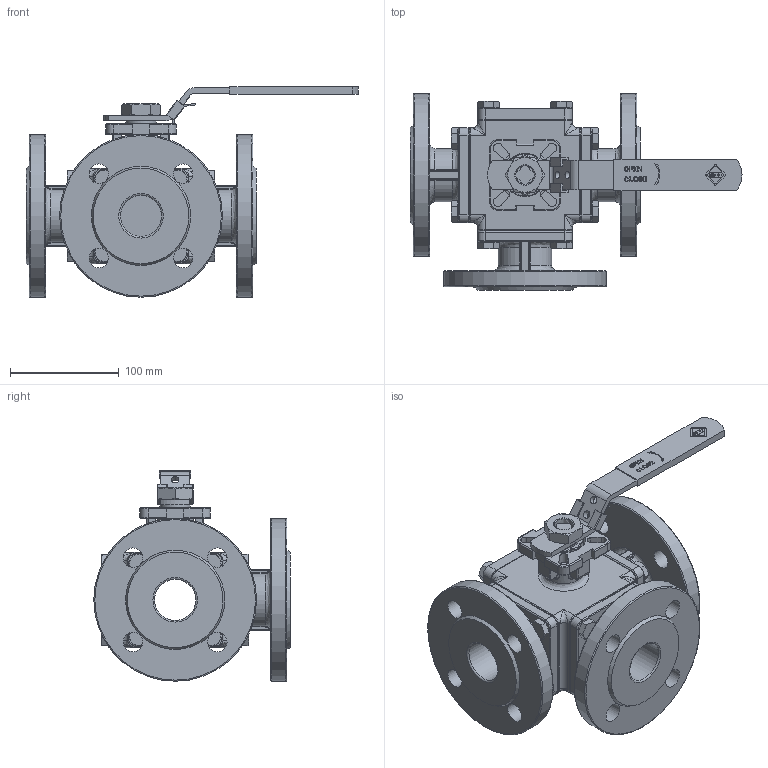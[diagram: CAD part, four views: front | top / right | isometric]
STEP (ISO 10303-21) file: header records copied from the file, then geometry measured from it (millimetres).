
FILE_DESCRIPTION((''),'2;1');
FILE_NAME('640E-40-00.stp','2010-08-11T11:52:17',('edu'),(''),'Autodesk Inventor 2010','Autodesk Inventor 2010','');
FILE_SCHEMA(('AUTOMOTIVE_DESIGN { 1 0 10303 214 1 1 1 1 }'));
Length unit declared in the file: millimetre
Products named in the file (1): ENG-005879
Bounding box: 306 x 181 x 194 mm (x, y, z)
Volume: 1527140.8 mm3; surface area: 334517.7 mm2
Topology: 1 solids, 33 shells, 1815 faces, 4781 edges, 2973 vertices
Faces by surface type: plane 767, cylinder 484, bspline 257, cone 190, torus 89, sphere 28
Full cylindrical faces by diameter (mm): 5.459 x4, 6 x4, 8.7 x4, 9.188 x16, 10 x16, 15.4 x16, 19.05 x2, 20 x1, 25 x1, 28 x1, 36 x1, 38 x3, 38.6 x2, 40 x1, 76 x4, 77 x4, 150 x3
Entity records: 62404 total; most frequent: CARTESIAN_POINT 19946, ORIENTED_EDGE 8790, DIRECTION 7831, EDGE_CURVE 4395, VERTEX_POINT 2851, AXIS2_PLACEMENT_3D 2838, EDGE_LOOP 2207, VECTOR 2155
